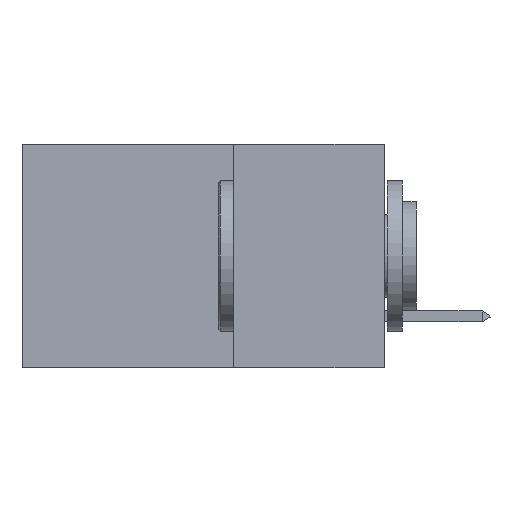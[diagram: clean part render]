
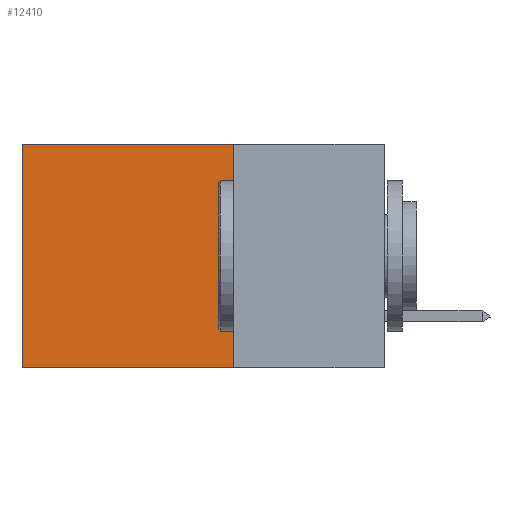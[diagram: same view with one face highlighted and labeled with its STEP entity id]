
A CAD part, left-side view. The second image highlights one B-rep face of the part: STEP entity #12410.
In plain terms, the highlighted planar face has unit normal (-1, 0, 0).
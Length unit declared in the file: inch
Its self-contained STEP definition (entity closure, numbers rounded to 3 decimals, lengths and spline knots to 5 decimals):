
#399 = LINE ( 'NONE', #3412, #6605 ) ;
#1537 = CARTESIAN_POINT ( 'NONE',  ( 0.2875, 0.25, 0. ) ) ;
#2093 = EDGE_CURVE ( 'NONE', #27662, #6081, #25311, .T. ) ;
#2663 = ORIENTED_EDGE ( 'NONE', *, *, #19662, .F. ) ;
#3412 = CARTESIAN_POINT ( 'NONE',  ( 0.2875, 0.6, 0. ) ) ;
#4189 = EDGE_CURVE ( 'NONE', #6081, #25724, #399, .T. ) ;
#5636 = CARTESIAN_POINT ( 'NONE',  ( 0.2875, 0.25, 0. ) ) ;
#6081 = VERTEX_POINT ( 'NONE', #15324 ) ;
#6258 = AXIS2_PLACEMENT_3D ( 'NONE', #1537, #29409, #20263 ) ;
#6605 = VECTOR ( 'NONE', #16543, 39.37008 ) ;
#7054 = ORIENTED_EDGE ( 'NONE', *, *, #21284, .F. ) ;
#7773 = LINE ( 'NONE', #27620, #12532 ) ;
#7959 = DIRECTION ( 'NONE',  ( 0., 1., 0. ) ) ;
#8032 = VECTOR ( 'NONE', #7959, 39.37008 ) ;
#8491 = LINE ( 'NONE', #23804, #23915 ) ;
#9799 = VERTEX_POINT ( 'NONE', #13279 ) ;
#10010 = CARTESIAN_POINT ( 'NONE',  ( 0.2875, 0.6, -0.37 ) ) ;
#10425 = DIRECTION ( 'NONE',  ( 0., 1., 0. ) ) ;
#10962 = ORIENTED_EDGE ( 'NONE', *, *, #2093, .T. ) ;
#12410 = ADVANCED_FACE ( 'NONE', ( #34149 ), #38379, .F. ) ;
#12532 = VECTOR ( 'NONE', #20951, 39.37008 ) ;
#13279 = CARTESIAN_POINT ( 'NONE',  ( 0.2875, 0.25, -0.37 ) ) ;
#15324 = CARTESIAN_POINT ( 'NONE',  ( 0.2875, 0.6, 0. ) ) ;
#16543 = DIRECTION ( 'NONE',  ( 0., 0., -1. ) ) ;
#19662 = EDGE_CURVE ( 'NONE', #27662, #9799, #7773, .T. ) ;
#20263 = DIRECTION ( 'NONE',  ( 0., 0., -1. ) ) ;
#20428 = CARTESIAN_POINT ( 'NONE',  ( 0.2875, 0.25, 0. ) ) ;
#20951 = DIRECTION ( 'NONE',  ( 0., 0., -1. ) ) ;
#21284 = EDGE_CURVE ( 'NONE', #9799, #25724, #8491, .T. ) ;
#23804 = CARTESIAN_POINT ( 'NONE',  ( 0.2875, 0.25, -0.37 ) ) ;
#23915 = VECTOR ( 'NONE', #10425, 39.37008 ) ;
#25311 = LINE ( 'NONE', #20428, #8032 ) ;
#25724 = VERTEX_POINT ( 'NONE', #10010 ) ;
#27620 = CARTESIAN_POINT ( 'NONE',  ( 0.2875, 0.25, 0. ) ) ;
#27662 = VERTEX_POINT ( 'NONE', #5636 ) ;
#29409 = DIRECTION ( 'NONE',  ( 1., 0., 0. ) ) ;
#31565 = EDGE_LOOP ( 'NONE', ( #39692, #7054, #2663, #10962 ) ) ;
#34149 = FACE_OUTER_BOUND ( 'NONE', #31565, .T. ) ;
#38379 = PLANE ( 'NONE',  #6258 ) ;
#39692 = ORIENTED_EDGE ( 'NONE', *, *, #4189, .T. ) ;
